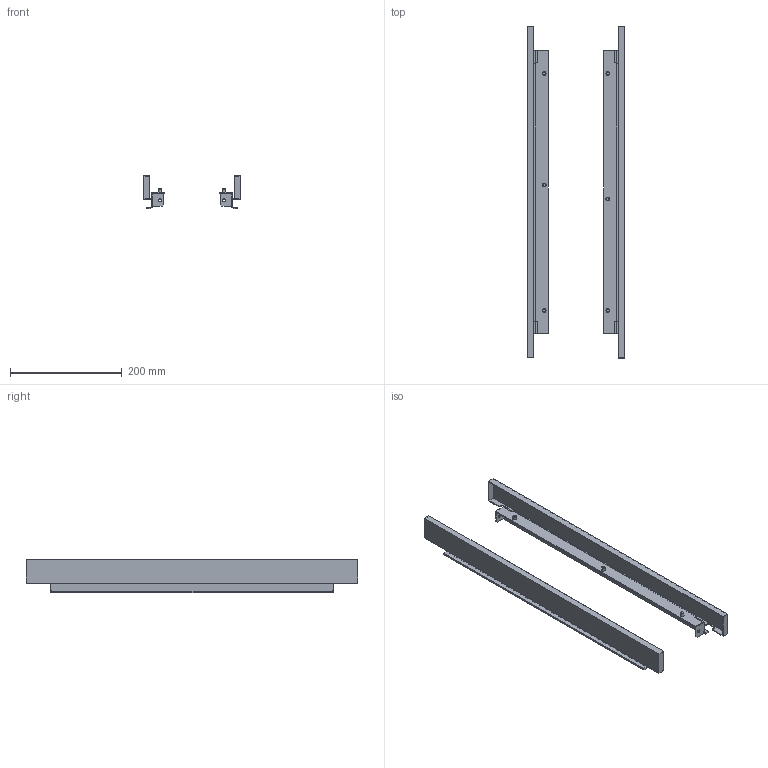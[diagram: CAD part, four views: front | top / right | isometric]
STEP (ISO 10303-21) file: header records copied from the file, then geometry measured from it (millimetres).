
FILE_DESCRIPTION (( 'STEP AP203' ), '1' );
FILE_NAME ('FO-00-PWSK-060 FORMAT Ôàëüø-ïàíåëü êîìïåíñàöèîííàÿ 600 (2øò_óïàê) IEK.STEP', '2024-07-25T17:28:03', ( '' ), ( '' ), 'SwSTEP 2.0', 'SolidWorks 2022', '' );
FILE_SCHEMA (( 'CONFIG_CONTROL_DESIGN' ));
Length unit declared in the file: millimetre
Products named in the file (1): FO-00-PWSK-060 FORMAT Фальш-панель компенсационная 600 (2шт_упак) IEK
Bounding box: 174.89 x 595 x 60.1 mm (x, y, z)
Volume: 261723.7 mm3; surface area: 357888.5 mm2
Topology: 10 solids, 10 shells, 362 faces, 942 edges, 612 vertices
Faces by surface type: cylinder 162, plane 152, cone 24, torus 24
Entity records: 11301 total; most frequent: DIRECTION 2064, CARTESIAN_POINT 1917, ORIENTED_EDGE 1884, EDGE_CURVE 942, AXIS2_PLACEMENT_3D 759, VERTEX_POINT 612, LINE 546, VECTOR 546
